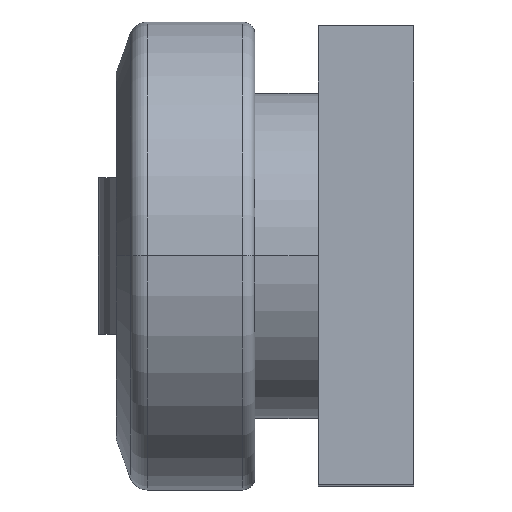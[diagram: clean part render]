
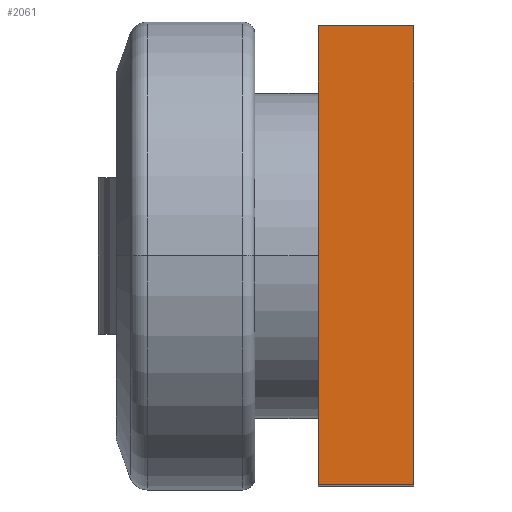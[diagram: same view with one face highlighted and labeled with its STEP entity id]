
A CAD part, top view. The second image highlights one B-rep face of the part: STEP entity #2061.
In plain terms, the highlighted planar face has unit normal (0, 0, 1).
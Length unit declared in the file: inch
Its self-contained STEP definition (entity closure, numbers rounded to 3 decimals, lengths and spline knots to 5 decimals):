
#61 = DIRECTION ( 'NONE',  ( 1., 0., 0. ) ) ;
#89 = CARTESIAN_POINT ( 'NONE',  ( 2.062, -1.5, 2.375 ) ) ;
#182 = DIRECTION ( 'NONE',  ( 0., 0., -1. ) ) ;
#277 = VECTOR ( 'NONE', #713, 39.37008 ) ;
#298 = ORIENTED_EDGE ( 'NONE', *, *, #1547, .T. ) ;
#533 = VERTEX_POINT ( 'NONE', #1859 ) ;
#696 = CARTESIAN_POINT ( 'NONE',  ( 1.437, -1.5, 2.375 ) ) ;
#713 = DIRECTION ( 'NONE',  ( -1., 0., 0. ) ) ;
#717 = PLANE ( 'NONE',  #1565 ) ;
#877 = CARTESIAN_POINT ( 'NONE',  ( 2.062, -1.5, 2.375 ) ) ;
#886 = LINE ( 'NONE', #89, #1983 ) ;
#1250 = LINE ( 'NONE', #2978, #277 ) ;
#1337 = ORIENTED_EDGE ( 'NONE', *, *, #2029, .T. ) ;
#1361 = VERTEX_POINT ( 'NONE', #1524 ) ;
#1487 = DIRECTION ( 'NONE',  ( 0., -1., 0. ) ) ;
#1524 = CARTESIAN_POINT ( 'NONE',  ( 1.437, 1.5, 2.375 ) ) ;
#1547 = EDGE_CURVE ( 'NONE', #2217, #533, #886, .T. ) ;
#1565 = AXIS2_PLACEMENT_3D ( 'NONE', #1758, #182, #2271 ) ;
#1758 = CARTESIAN_POINT ( 'NONE',  ( 1.437, -1.5, 2.375 ) ) ;
#1807 = CARTESIAN_POINT ( 'NONE',  ( 2.062, -1.5, 2.375 ) ) ;
#1859 = CARTESIAN_POINT ( 'NONE',  ( 2.062, 1.5, 2.375 ) ) ;
#1983 = VECTOR ( 'NONE', #2146, 39.37008 ) ;
#1988 = VECTOR ( 'NONE', #1487, 39.37008 ) ;
#2029 = EDGE_CURVE ( 'NONE', #1361, #2050, #2434, .T. ) ;
#2050 = VERTEX_POINT ( 'NONE', #696 ) ;
#2061 = ADVANCED_FACE ( 'NONE', ( #3267 ), #717, .F. ) ;
#2146 = DIRECTION ( 'NONE',  ( 0., 1., 0. ) ) ;
#2189 = CARTESIAN_POINT ( 'NONE',  ( 1.437, -1.5, 2.375 ) ) ;
#2217 = VERTEX_POINT ( 'NONE', #877 ) ;
#2271 = DIRECTION ( 'NONE',  ( 0., -1., 0. ) ) ;
#2329 = VECTOR ( 'NONE', #61, 39.37008 ) ;
#2342 = LINE ( 'NONE', #1807, #2329 ) ;
#2363 = EDGE_CURVE ( 'NONE', #533, #1361, #1250, .T. ) ;
#2399 = EDGE_LOOP ( 'NONE', ( #2731, #298, #3273, #1337 ) ) ;
#2434 = LINE ( 'NONE', #2189, #1988 ) ;
#2731 = ORIENTED_EDGE ( 'NONE', *, *, #2860, .T. ) ;
#2860 = EDGE_CURVE ( 'NONE', #2050, #2217, #2342, .T. ) ;
#2978 = CARTESIAN_POINT ( 'NONE',  ( 2.062, 1.5, 2.375 ) ) ;
#3267 = FACE_OUTER_BOUND ( 'NONE', #2399, .T. ) ;
#3273 = ORIENTED_EDGE ( 'NONE', *, *, #2363, .T. ) ;
